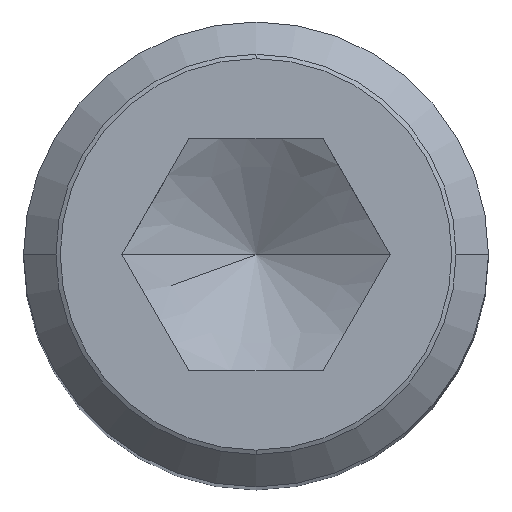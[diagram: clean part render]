
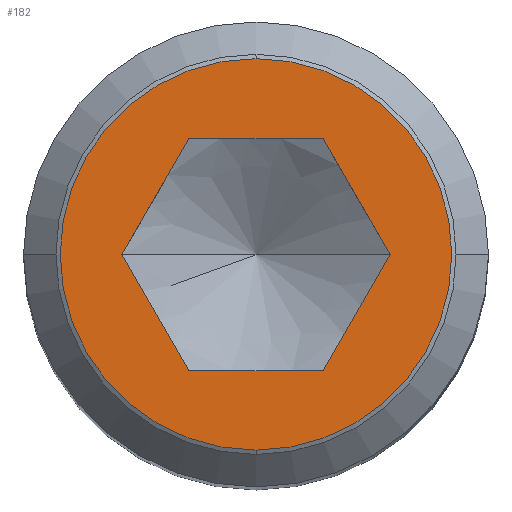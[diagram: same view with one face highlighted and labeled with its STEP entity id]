
A CAD part, top view. The second image highlights one B-rep face of the part: STEP entity #182.
In plain terms, the highlighted planar face has unit normal (0, 0, 1).
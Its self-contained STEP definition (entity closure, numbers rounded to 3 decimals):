
#174=VERTEX_POINT('',#403);
#178=EDGE_CURVE('',#180,#174,#407,.T.);
#180=VERTEX_POINT('',#409);
#182=ADVANCED_FACE('',(#411,#412),#413,.T.);
#184=EDGE_CURVE('',#300,#212,#415,.T.);
#210=EDGE_CURVE('',#212,#248,#445,.T.);
#212=VERTEX_POINT('',#447);
#224=VERTEX_POINT('',#459);
#244=EDGE_CURVE('',#248,#224,#480,.T.);
#248=VERTEX_POINT('',#484);
#250=EDGE_CURVE('',#224,#256,#486,.T.);
#256=VERTEX_POINT('',#492);
#288=EDGE_CURVE('',#174,#180,#528,.T.);
#290=EDGE_CURVE('',#330,#300,#530,.T.);
#300=VERTEX_POINT('',#542);
#314=EDGE_CURVE('',#256,#330,#559,.T.);
#330=VERTEX_POINT('',#577);
#403=CARTESIAN_POINT('',(0.,5.053,0.));
#407=CIRCLE('',#662,5.053);
#409=CARTESIAN_POINT('',(0.,-5.053,0.));
#411=FACE_BOUND('',#666,.T.);
#412=FACE_OUTER_BOUND('',#667,.T.);
#413=PLANE('',#668);
#415=LINE('',#671,#672);
#445=LINE('',#719,#720);
#447=CARTESIAN_POINT('',(-1.732,3.,0.));
#459=CARTESIAN_POINT('',(3.464,0.,0.));
#480=LINE('',#785,#786);
#484=CARTESIAN_POINT('',(1.732,3.,0.));
#486=LINE('',#795,#796);
#492=CARTESIAN_POINT('',(1.732,-3.,0.));
#528=CIRCLE('',#877,5.053);
#530=LINE('',#880,#881);
#542=CARTESIAN_POINT('',(-3.464,0.,0.));
#559=LINE('',#916,#917);
#577=CARTESIAN_POINT('',(-1.732,-3.,0.));
#662=AXIS2_PLACEMENT_3D('',#1015,#1016,#1017);
#666=EDGE_LOOP('',(#1019,#1020,#1021,#1022,#1023,#1024));
#667=EDGE_LOOP('',(#1025,#1026));
#668=AXIS2_PLACEMENT_3D('',#1027,#1028,#1029);
#671=CARTESIAN_POINT('',(-2.165,2.25,0.));
#672=VECTOR('',#1030,1.0);
#719=CARTESIAN_POINT('',(0.866,3.,0.));
#720=VECTOR('',#1069,1.0);
#785=CARTESIAN_POINT('',(3.031,0.75,0.));
#786=VECTOR('',#1090,1.0);
#795=CARTESIAN_POINT('',(2.165,-2.25,0.));
#796=VECTOR('',#1092,1.0);
#877=AXIS2_PLACEMENT_3D('',#1136,#1137,#1138);
#880=CARTESIAN_POINT('',(-3.031,-0.75,0.));
#881=VECTOR('',#1139,1.0);
#916=CARTESIAN_POINT('',(-0.866,-3.,0.));
#917=VECTOR('',#1185,1.0);
#1015=CARTESIAN_POINT('',(0.,0.,0.));
#1016=DIRECTION('',(0.0,0.0,1.0));
#1017=DIRECTION('',(0.,1.0,0.0));
#1019=ORIENTED_EDGE('',*,*,#290,.T.);
#1020=ORIENTED_EDGE('',*,*,#184,.T.);
#1021=ORIENTED_EDGE('',*,*,#210,.T.);
#1022=ORIENTED_EDGE('',*,*,#244,.T.);
#1023=ORIENTED_EDGE('',*,*,#250,.T.);
#1024=ORIENTED_EDGE('',*,*,#314,.T.);
#1025=ORIENTED_EDGE('',*,*,#288,.T.);
#1026=ORIENTED_EDGE('',*,*,#178,.T.);
#1027=CARTESIAN_POINT('',(-4.283,0.,0.));
#1028=DIRECTION('',(0.0,0.0,1.0));
#1029=DIRECTION('',(-1.0,0.,0.0));
#1030=DIRECTION('',(0.5,0.866,0.));
#1069=DIRECTION('',(1.0,0.0,0.0));
#1090=DIRECTION('',(0.5,-0.866,0.));
#1092=DIRECTION('',(-0.5,-0.866,0.));
#1136=CARTESIAN_POINT('',(0.,0.,0.));
#1137=DIRECTION('',(0.0,0.0,1.0));
#1138=DIRECTION('',(0.,1.0,0.0));
#1139=DIRECTION('',(-0.5,0.866,0.));
#1185=DIRECTION('',(-1.0,0.0,0.0));
